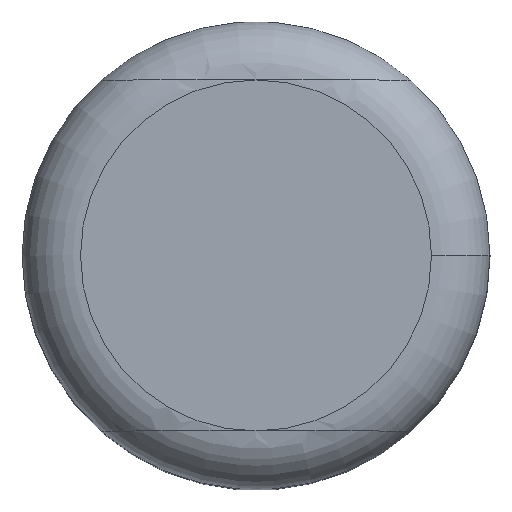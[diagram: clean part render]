
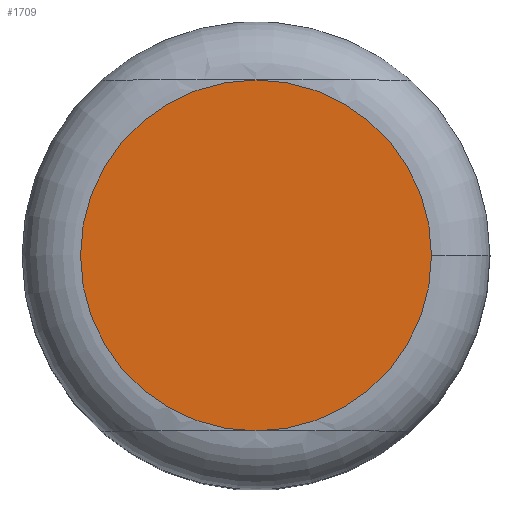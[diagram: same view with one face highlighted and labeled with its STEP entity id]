
A CAD part, top view. The second image highlights one B-rep face of the part: STEP entity #1709.
In plain terms, the highlighted planar face has unit normal (0, 0, 1).
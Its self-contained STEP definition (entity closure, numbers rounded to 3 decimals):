
#6 = DIRECTION ( 'NONE',  ( 0., 0., 1. ) ) ;
#119 = DIRECTION ( 'NONE',  ( 1., 0., 0. ) ) ;
#153 = CIRCLE ( 'NONE', #443, 3. ) ;
#352 = CIRCLE ( 'NONE', #872, 3. ) ;
#382 = AXIS2_PLACEMENT_3D ( 'NONE', #1165, #6, #1002 ) ;
#443 = AXIS2_PLACEMENT_3D ( 'NONE', #1985, #1996, #1526 ) ;
#561 = CARTESIAN_POINT ( 'NONE',  ( 3., 0., 0. ) ) ;
#565 = DIRECTION ( 'NONE',  ( 1., 0., 0. ) ) ;
#570 = VERTEX_POINT ( 'NONE', #1792 ) ;
#621 = ORIENTED_EDGE ( 'NONE', *, *, #1265, .T. ) ;
#872 = AXIS2_PLACEMENT_3D ( 'NONE', #2045, #1104, #119 ) ;
#912 = CARTESIAN_POINT ( 'NONE',  ( 0., 0., 0. ) ) ;
#1000 = CIRCLE ( 'NONE', #1339, 3. ) ;
#1002 = DIRECTION ( 'NONE',  ( 1., 0., 0. ) ) ;
#1104 = DIRECTION ( 'NONE',  ( 0., 0., 1. ) ) ;
#1131 = EDGE_CURVE ( 'NONE', #570, #2087, #1000, .T. ) ;
#1165 = CARTESIAN_POINT ( 'NONE',  ( 4., 0., 0. ) ) ;
#1194 = EDGE_LOOP ( 'NONE', ( #1343, #1698, #621 ) ) ;
#1265 = EDGE_CURVE ( 'NONE', #2087, #1667, #153, .T. ) ;
#1339 = AXIS2_PLACEMENT_3D ( 'NONE', #912, #1868, #565 ) ;
#1343 = ORIENTED_EDGE ( 'NONE', *, *, #1562, .T. ) ;
#1526 = DIRECTION ( 'NONE',  ( 1., 0., 0. ) ) ;
#1562 = EDGE_CURVE ( 'NONE', #1667, #570, #352, .T. ) ;
#1648 = CARTESIAN_POINT ( 'NONE',  ( 0., 3., 0. ) ) ;
#1655 = PLANE ( 'NONE',  #382 ) ;
#1667 = VERTEX_POINT ( 'NONE', #1648 ) ;
#1698 = ORIENTED_EDGE ( 'NONE', *, *, #1131, .T. ) ;
#1709 = ADVANCED_FACE ( 'NONE', ( #1830 ), #1655, .T. ) ;
#1792 = CARTESIAN_POINT ( 'NONE',  ( 0., -3., 0. ) ) ;
#1830 = FACE_OUTER_BOUND ( 'NONE', #1194, .T. ) ;
#1868 = DIRECTION ( 'NONE',  ( 0., 0., 1. ) ) ;
#1985 = CARTESIAN_POINT ( 'NONE',  ( 0., 0., 0. ) ) ;
#1996 = DIRECTION ( 'NONE',  ( 0., 0., 1. ) ) ;
#2045 = CARTESIAN_POINT ( 'NONE',  ( 0., 0., 0. ) ) ;
#2087 = VERTEX_POINT ( 'NONE', #561 ) ;
